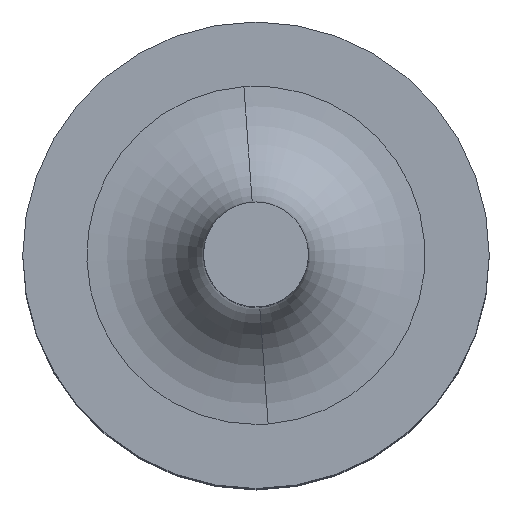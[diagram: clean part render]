
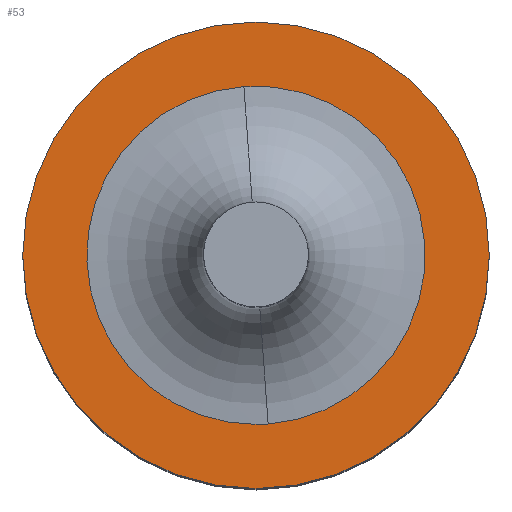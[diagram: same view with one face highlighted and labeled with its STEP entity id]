
A CAD part, top view. The second image highlights one B-rep face of the part: STEP entity #53.
In plain terms, the highlighted planar face has unit normal (0, 0, 1).
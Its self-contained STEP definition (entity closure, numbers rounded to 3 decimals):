
#53=ADVANCED_FACE('',(#81,#82),#83,.F.);
#81=FACE_OUTER_BOUND('',#125,.T.);
#82=FACE_BOUND('',#126,.T.);
#83=PLANE('',#127);
#125=EDGE_LOOP('',(#210,#211));
#126=EDGE_LOOP('',(#212,#213,#214));
#127=AXIS2_PLACEMENT_3D('',#215,#216,#217);
#210=ORIENTED_EDGE('',*,*,#335,.T.);
#211=ORIENTED_EDGE('',*,*,#328,.T.);
#212=ORIENTED_EDGE('',*,*,#311,.T.);
#213=ORIENTED_EDGE('',*,*,#336,.T.);
#214=ORIENTED_EDGE('',*,*,#312,.T.);
#215=CARTESIAN_POINT('',(0.0,0.0,1.75));
#216=DIRECTION('',(0.0,0.0,-1.0));
#217=DIRECTION('',(0.0,-1.0,0.0));
#311=EDGE_CURVE('',#363,#361,#364,.T.);
#312=EDGE_CURVE('',#358,#363,#365,.T.);
#328=EDGE_CURVE('',#396,#393,#397,.T.);
#335=EDGE_CURVE('',#393,#396,#409,.T.);
#336=EDGE_CURVE('',#361,#358,#410,.T.);
#358=VERTEX_POINT('',#434);
#361=VERTEX_POINT('',#437);
#363=VERTEX_POINT('',#439);
#364=CIRCLE('',#440,0.725);
#365=CIRCLE('',#441,0.725);
#393=VERTEX_POINT('',#473);
#396=VERTEX_POINT('',#477);
#397=CIRCLE('',#478,1.0);
#409=CIRCLE('',#493,1.0);
#410=CIRCLE('',#494,0.725);
#434=CARTESIAN_POINT('',(0.052,-0.723,1.75));
#437=CARTESIAN_POINT('',(-0.052,0.723,1.75));
#439=CARTESIAN_POINT('',(0.0,-0.725,1.75));
#440=AXIS2_PLACEMENT_3D('',#525,#526,#527);
#441=AXIS2_PLACEMENT_3D('',#528,#529,#530);
#473=CARTESIAN_POINT('',(0.0,-1.0,1.75));
#477=CARTESIAN_POINT('',(0.,1.0,1.75));
#478=AXIS2_PLACEMENT_3D('',#566,#567,#568);
#493=AXIS2_PLACEMENT_3D('',#581,#582,#583);
#494=AXIS2_PLACEMENT_3D('',#584,#585,#586);
#525=CARTESIAN_POINT('',(0.0,0.0,1.75));
#526=DIRECTION('',(0.0,0.0,-1.0));
#527=DIRECTION('',(0.0,-1.0,0.0));
#528=CARTESIAN_POINT('',(0.0,0.0,1.75));
#529=DIRECTION('',(0.0,0.0,-1.0));
#530=DIRECTION('',(0.0,-1.0,0.0));
#566=CARTESIAN_POINT('',(0.0,0.0,1.75));
#567=DIRECTION('',(0.0,-0.0,1.0));
#568=DIRECTION('',(0.0,1.0,0.0));
#581=CARTESIAN_POINT('',(0.0,0.0,1.75));
#582=DIRECTION('',(0.0,-0.0,1.0));
#583=DIRECTION('',(0.0,1.0,0.0));
#584=CARTESIAN_POINT('',(0.0,0.0,1.75));
#585=DIRECTION('',(0.0,0.0,-1.0));
#586=DIRECTION('',(0.0,-1.0,0.0));
